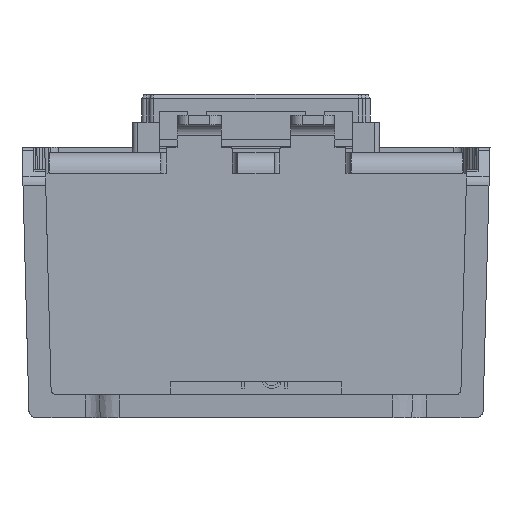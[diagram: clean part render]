
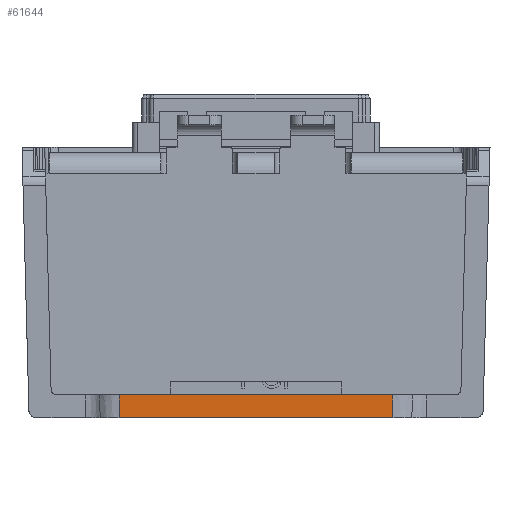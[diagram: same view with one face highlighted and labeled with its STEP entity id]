
A CAD part, front view. The second image highlights one B-rep face of the part: STEP entity #61644.
In plain terms, the highlighted planar face has unit normal (0, -1, -0.026).
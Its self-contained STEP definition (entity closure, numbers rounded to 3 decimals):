
#2809 = LINE ( 'NONE', #59852, #18466 ) ;
#7608 = CARTESIAN_POINT ( 'NONE',  ( -20.6, -57.949, -13.2 ) ) ;
#7938 = CARTESIAN_POINT ( 'NONE',  ( 12.061, -57.897, -15.2 ) ) ;
#9049 = LINE ( 'NONE', #7608, #14796 ) ;
#11842 = EDGE_CURVE ( 'NONE', #50329, #31550, #9049, .T. ) ;
#12655 = DIRECTION ( 'NONE',  ( 1., 0., 0. ) ) ;
#12828 = LINE ( 'NONE', #48607, #49926 ) ;
#14344 = EDGE_CURVE ( 'NONE', #31550, #64966, #34300, .T. ) ;
#14796 = VECTOR ( 'NONE', #38251, 1000. ) ;
#18466 = VECTOR ( 'NONE', #12655, 1000. ) ;
#18636 = CARTESIAN_POINT ( 'NONE',  ( -12.061, -57.897, -15.2 ) ) ;
#22975 = EDGE_LOOP ( 'NONE', ( #32774, #41529, #41825, #51031 ) ) ;
#25323 = CARTESIAN_POINT ( 'NONE',  ( -12.061, -58.52, 8.6 ) ) ;
#29476 = CARTESIAN_POINT ( 'NONE',  ( -20.6, -58.52, 8.6 ) ) ;
#31550 = VERTEX_POINT ( 'NONE', #56595 ) ;
#32774 = ORIENTED_EDGE ( 'NONE', *, *, #11842, .T. ) ;
#33195 = DIRECTION ( 'NONE',  ( 0., -0.026, 1. ) ) ;
#34300 = LINE ( 'NONE', #25323, #67163 ) ;
#34809 = DIRECTION ( 'NONE',  ( 0., -1., -0.026 ) ) ;
#35026 = FACE_OUTER_BOUND ( 'NONE', #22975, .T. ) ;
#38251 = DIRECTION ( 'NONE',  ( -1., 0., 0. ) ) ;
#39548 = EDGE_CURVE ( 'NONE', #55186, #50329, #12828, .T. ) ;
#40556 = DIRECTION ( 'NONE',  ( 0., 0.026, -1. ) ) ;
#41529 = ORIENTED_EDGE ( 'NONE', *, *, #14344, .T. ) ;
#41825 = ORIENTED_EDGE ( 'NONE', *, *, #52134, .T. ) ;
#43679 = CARTESIAN_POINT ( 'NONE',  ( 12.061, -57.949, -13.2 ) ) ;
#45149 = PLANE ( 'NONE',  #49145 ) ;
#47009 = DIRECTION ( 'NONE',  ( 0., 0.026, -1. ) ) ;
#48607 = CARTESIAN_POINT ( 'NONE',  ( 12.061, -58.52, 8.6 ) ) ;
#49145 = AXIS2_PLACEMENT_3D ( 'NONE', #29476, #34809, #40556 ) ;
#49926 = VECTOR ( 'NONE', #33195, 1000. ) ;
#50329 = VERTEX_POINT ( 'NONE', #43679 ) ;
#51031 = ORIENTED_EDGE ( 'NONE', *, *, #39548, .T. ) ;
#52134 = EDGE_CURVE ( 'NONE', #64966, #55186, #2809, .T. ) ;
#55186 = VERTEX_POINT ( 'NONE', #7938 ) ;
#56595 = CARTESIAN_POINT ( 'NONE',  ( -12.061, -57.949, -13.2 ) ) ;
#59852 = CARTESIAN_POINT ( 'NONE',  ( -20.6, -57.897, -15.2 ) ) ;
#61644 = ADVANCED_FACE ( 'NONE', ( #35026 ), #45149, .T. ) ;
#64966 = VERTEX_POINT ( 'NONE', #18636 ) ;
#67163 = VECTOR ( 'NONE', #47009, 1000. ) ;
